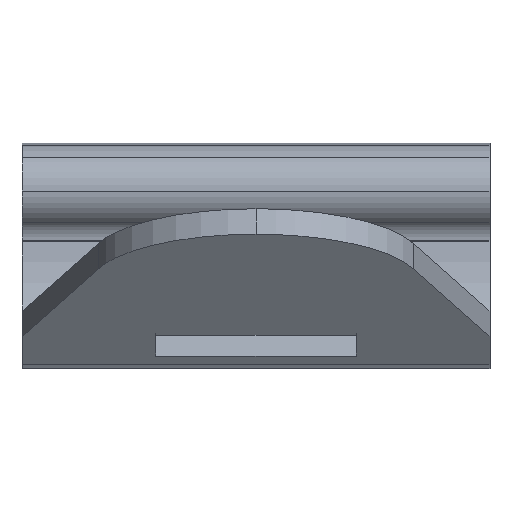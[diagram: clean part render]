
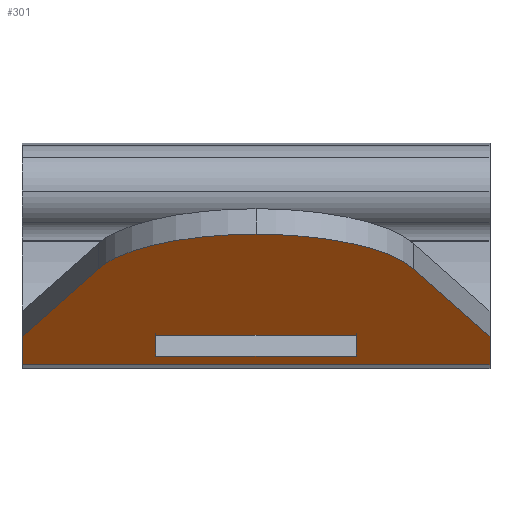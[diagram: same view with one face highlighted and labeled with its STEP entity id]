
A CAD part, front view. The second image highlights one B-rep face of the part: STEP entity #301.
In plain terms, the highlighted planar face has unit normal (0, -0.309, -0.951).
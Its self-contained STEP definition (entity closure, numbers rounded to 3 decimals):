
#205=AXIS2_PLACEMENT_3D('Plane Axis2P3D',#202,#203,#204) ;
#36=CARTESIAN_POINT('Line Origine',(7.,9.315,1.001)) ;
#40=CARTESIAN_POINT('Vertex',(10.,9.315,1.001)) ;
#42=CARTESIAN_POINT('Vertex',(4.,9.315,1.001)) ;
#87=CARTESIAN_POINT('Vertex',(10.,11.217,0.383)) ;
#90=CARTESIAN_POINT('Line Origine',(10.,10.266,0.692)) ;
#202=CARTESIAN_POINT('Axis2P3D Location',(0.,12.025,0.121)) ;
#208=CARTESIAN_POINT('Control Point',(11.722,3.191,2.992)) ;
#209=CARTESIAN_POINT('Control Point',(11.542,2.699,3.151)) ;
#210=CARTESIAN_POINT('Control Point',(11.291,2.23,3.304)) ;
#211=CARTESIAN_POINT('Control Point',(10.974,1.797,3.444)) ;
#212=CARTESIAN_POINT('Control Point',(10.223,1.026,3.695)) ;
#213=CARTESIAN_POINT('Control Point',(9.282,0.474,3.874)) ;
#214=CARTESIAN_POINT('Control Point',(8.774,0.262,3.943)) ;
#215=CARTESIAN_POINT('Control Point',(8.106,0.082,4.002)) ;
#216=CARTESIAN_POINT('Control Point',(7.421,0.013,4.024)) ;
#217=CARTESIAN_POINT('Control Point',(7.281,0.003,4.027)) ;
#218=CARTESIAN_POINT('Control Point',(7.14,-0.001,4.029)) ;
#219=CARTESIAN_POINT('Control Point',(7.,-0.001,4.029)) ;
#220=CARTESIAN_POINT('Vertex',(11.722,3.191,2.992)) ;
#222=CARTESIAN_POINT('Vertex',(7.,-0.001,4.029)) ;
#226=CARTESIAN_POINT('Control Point',(7.,-0.001,4.029)) ;
#227=CARTESIAN_POINT('Control Point',(6.452,-0.001,4.029)) ;
#228=CARTESIAN_POINT('Control Point',(5.905,0.07,4.006)) ;
#229=CARTESIAN_POINT('Control Point',(5.37,0.213,3.959)) ;
#230=CARTESIAN_POINT('Control Point',(4.357,0.633,3.823)) ;
#231=CARTESIAN_POINT('Control Point',(3.5,1.298,3.607)) ;
#232=CARTESIAN_POINT('Control Point',(3.122,1.684,3.481)) ;
#233=CARTESIAN_POINT('Control Point',(2.724,2.225,3.305)) ;
#234=CARTESIAN_POINT('Control Point',(2.43,2.817,3.113)) ;
#235=CARTESIAN_POINT('Control Point',(2.375,2.94,3.073)) ;
#236=CARTESIAN_POINT('Control Point',(2.324,3.065,3.032)) ;
#237=CARTESIAN_POINT('Control Point',(2.278,3.191,2.992)) ;
#238=CARTESIAN_POINT('Vertex',(2.278,3.191,2.992)) ;
#241=CARTESIAN_POINT('Line Origine',(1.139,6.302,1.98)) ;
#245=CARTESIAN_POINT('Vertex',(0.,9.414,0.969)) ;
#248=CARTESIAN_POINT('Line Origine',(0.,10.719,0.545)) ;
#252=CARTESIAN_POINT('Vertex',(0.,12.025,0.121)) ;
#255=CARTESIAN_POINT('Line Origine',(7.,12.025,0.121)) ;
#259=CARTESIAN_POINT('Vertex',(14.,12.025,0.121)) ;
#262=CARTESIAN_POINT('Line Origine',(14.,10.719,0.545)) ;
#266=CARTESIAN_POINT('Vertex',(14.,9.414,0.969)) ;
#269=CARTESIAN_POINT('Line Origine',(12.861,6.302,1.98)) ;
#283=CARTESIAN_POINT('Line Origine',(7.,11.217,0.383)) ;
#287=CARTESIAN_POINT('Vertex',(4.,11.217,0.383)) ;
#290=CARTESIAN_POINT('Line Origine',(4.,10.266,0.692)) ;
#37=DIRECTION('Vector Direction',(-1.,0.,0.)) ;
#91=DIRECTION('Vector Direction',(0.,0.951,-0.309)) ;
#203=DIRECTION('Axis2P3D Direction',(0.,0.309,0.951)) ;
#204=DIRECTION('Axis2P3D XDirection',(0.,0.951,-0.309)) ;
#242=DIRECTION('Vector Direction',(0.329,-0.898,0.292)) ;
#249=DIRECTION('Vector Direction',(0.,-0.951,0.309)) ;
#256=DIRECTION('Vector Direction',(-1.,0.,0.)) ;
#263=DIRECTION('Vector Direction',(0.,-0.951,0.309)) ;
#270=DIRECTION('Vector Direction',(0.329,0.898,-0.292)) ;
#284=DIRECTION('Vector Direction',(1.,0.,0.)) ;
#291=DIRECTION('Vector Direction',(0.,0.951,-0.309)) ;
#38=VECTOR('Line Direction',#37,1.) ;
#92=VECTOR('Line Direction',#91,1.) ;
#243=VECTOR('Line Direction',#242,1.) ;
#250=VECTOR('Line Direction',#249,1.) ;
#257=VECTOR('Line Direction',#256,1.) ;
#264=VECTOR('Line Direction',#263,1.) ;
#271=VECTOR('Line Direction',#270,1.) ;
#285=VECTOR('Line Direction',#284,1.) ;
#292=VECTOR('Line Direction',#291,1.) ;
#275=ORIENTED_EDGE('',*,*,#224,.T.) ;
#276=ORIENTED_EDGE('',*,*,#240,.T.) ;
#277=ORIENTED_EDGE('',*,*,#247,.F.) ;
#278=ORIENTED_EDGE('',*,*,#254,.F.) ;
#279=ORIENTED_EDGE('',*,*,#261,.T.) ;
#280=ORIENTED_EDGE('',*,*,#268,.T.) ;
#281=ORIENTED_EDGE('',*,*,#273,.F.) ;
#296=ORIENTED_EDGE('',*,*,#44,.F.) ;
#297=ORIENTED_EDGE('',*,*,#94,.T.) ;
#298=ORIENTED_EDGE('',*,*,#289,.F.) ;
#299=ORIENTED_EDGE('',*,*,#294,.F.) ;
#300=FACE_BOUND('',#295,.T.) ;
#301=ADVANCED_FACE('V1',(#282,#300),#206,.F.) ;
#207=B_SPLINE_CURVE_WITH_KNOTS('',5,(#208,#209,#210,#211,#212,#213,#214,#215,#216,#217,#218,#219),.UNSPECIFIED.,.F.,.U.,(6,3,3,6),(0.,3.884,7.767,8.762),.UNSPECIFIED.) ;
#225=B_SPLINE_CURVE_WITH_KNOTS('',5,(#226,#227,#228,#229,#230,#231,#232,#233,#234,#235,#236,#237),.UNSPECIFIED.,.F.,.U.,(6,3,3,6),(0.,3.884,7.768,8.762),.UNSPECIFIED.) ;
#44=EDGE_CURVE('',#41,#43,#39,.T.) ;
#94=EDGE_CURVE('',#41,#88,#93,.T.) ;
#224=EDGE_CURVE('',#221,#223,#207,.T.) ;
#240=EDGE_CURVE('',#223,#239,#225,.T.) ;
#247=EDGE_CURVE('',#246,#239,#244,.T.) ;
#254=EDGE_CURVE('',#253,#246,#251,.T.) ;
#261=EDGE_CURVE('',#253,#260,#258,.F.) ;
#268=EDGE_CURVE('',#260,#267,#265,.T.) ;
#273=EDGE_CURVE('',#221,#267,#272,.T.) ;
#289=EDGE_CURVE('',#288,#88,#286,.T.) ;
#294=EDGE_CURVE('',#43,#288,#293,.T.) ;
#274=EDGE_LOOP('',(#275,#276,#277,#278,#279,#280,#281)) ;
#295=EDGE_LOOP('',(#296,#297,#298,#299)) ;
#282=FACE_OUTER_BOUND('',#274,.T.) ;
#39=LINE('Line',#36,#38) ;
#93=LINE('Line',#90,#92) ;
#244=LINE('Line',#241,#243) ;
#251=LINE('Line',#248,#250) ;
#258=LINE('Line',#255,#257) ;
#265=LINE('Line',#262,#264) ;
#272=LINE('Line',#269,#271) ;
#286=LINE('Line',#283,#285) ;
#293=LINE('Line',#290,#292) ;
#206=PLANE('',#205) ;
#41=VERTEX_POINT('',#40) ;
#43=VERTEX_POINT('',#42) ;
#88=VERTEX_POINT('',#87) ;
#221=VERTEX_POINT('',#220) ;
#223=VERTEX_POINT('',#222) ;
#239=VERTEX_POINT('',#238) ;
#246=VERTEX_POINT('',#245) ;
#253=VERTEX_POINT('',#252) ;
#260=VERTEX_POINT('',#259) ;
#267=VERTEX_POINT('',#266) ;
#288=VERTEX_POINT('',#287) ;
